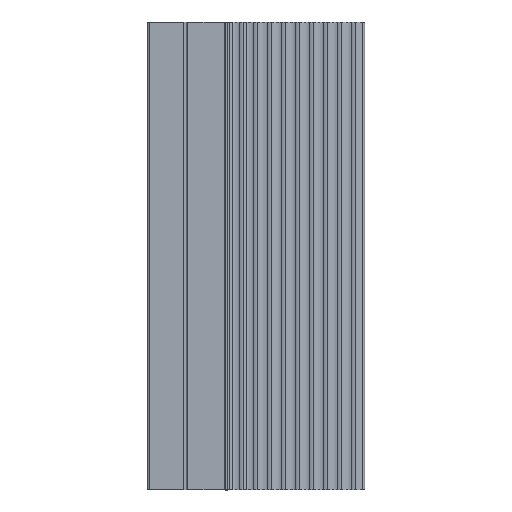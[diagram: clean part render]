
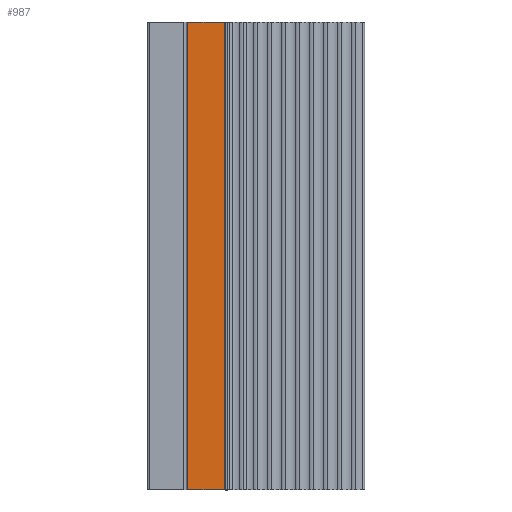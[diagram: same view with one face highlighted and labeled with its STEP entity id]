
A CAD part, top view. The second image highlights one B-rep face of the part: STEP entity #987.
In plain terms, the highlighted planar face has unit normal (0, 0, 1).
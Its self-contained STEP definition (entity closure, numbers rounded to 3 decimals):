
#1 = ORIENTED_EDGE ( 'NONE', *, *, #1303, .F. ) ;
#43 = LINE ( 'NONE', #1040, #219 ) ;
#44 = VERTEX_POINT ( 'NONE', #97 ) ;
#97 = CARTESIAN_POINT ( 'NONE',  ( -8.85, 25., 0. ) ) ;
#128 = CARTESIAN_POINT ( 'NONE',  ( -8.85, -75., 0. ) ) ;
#219 = VECTOR ( 'NONE', #1323, 1000. ) ;
#225 = VECTOR ( 'NONE', #1823, 1000. ) ;
#235 = LINE ( 'NONE', #1815, #225 ) ;
#341 = VECTOR ( 'NONE', #1615, 1000. ) ;
#350 = VERTEX_POINT ( 'NONE', #128 ) ;
#360 = LINE ( 'NONE', #1605, #341 ) ;
#445 = DIRECTION ( 'NONE',  ( 0., 1., 0. ) ) ;
#474 = DIRECTION ( 'NONE',  ( 0., 0., 1. ) ) ;
#497 = CARTESIAN_POINT ( 'NONE',  ( -1., -75., 0. ) ) ;
#512 = CARTESIAN_POINT ( 'NONE',  ( -1., -50., 0. ) ) ;
#545 = FACE_OUTER_BOUND ( 'NONE', #1674, .T. ) ;
#772 = EDGE_CURVE ( 'NONE', #1763, #1363, #975, .T. ) ;
#952 = VECTOR ( 'NONE', #445, 1000. ) ;
#975 = LINE ( 'NONE', #512, #952 ) ;
#987 = ADVANCED_FACE ( 'NONE', ( #545 ), #1314, .T. ) ;
#1040 = CARTESIAN_POINT ( 'NONE',  ( -8.85, -75., 0. ) ) ;
#1085 = CARTESIAN_POINT ( 'NONE',  ( -1., 25., 0. ) ) ;
#1182 = EDGE_CURVE ( 'NONE', #350, #1763, #360, .T. ) ;
#1224 = AXIS2_PLACEMENT_3D ( 'NONE', #1260, #474, #1362 ) ;
#1260 = CARTESIAN_POINT ( 'NONE',  ( 0., -50., 0. ) ) ;
#1303 = EDGE_CURVE ( 'NONE', #44, #1363, #235, .T. ) ;
#1314 = PLANE ( 'NONE',  #1224 ) ;
#1323 = DIRECTION ( 'NONE',  ( 0., 1., 0. ) ) ;
#1329 = EDGE_CURVE ( 'NONE', #350, #44, #43, .T. ) ;
#1362 = DIRECTION ( 'NONE',  ( 1., 0., 0. ) ) ;
#1363 = VERTEX_POINT ( 'NONE', #1085 ) ;
#1605 = CARTESIAN_POINT ( 'NONE',  ( 0., -75., 0. ) ) ;
#1615 = DIRECTION ( 'NONE',  ( 1., 0., 0. ) ) ;
#1674 = EDGE_LOOP ( 'NONE', ( #1704, #1682, #1839, #1 ) ) ;
#1682 = ORIENTED_EDGE ( 'NONE', *, *, #1182, .T. ) ;
#1704 = ORIENTED_EDGE ( 'NONE', *, *, #1329, .F. ) ;
#1763 = VERTEX_POINT ( 'NONE', #497 ) ;
#1815 = CARTESIAN_POINT ( 'NONE',  ( 0., 25., 0. ) ) ;
#1823 = DIRECTION ( 'NONE',  ( 1., 0., 0. ) ) ;
#1839 = ORIENTED_EDGE ( 'NONE', *, *, #772, .T. ) ;
